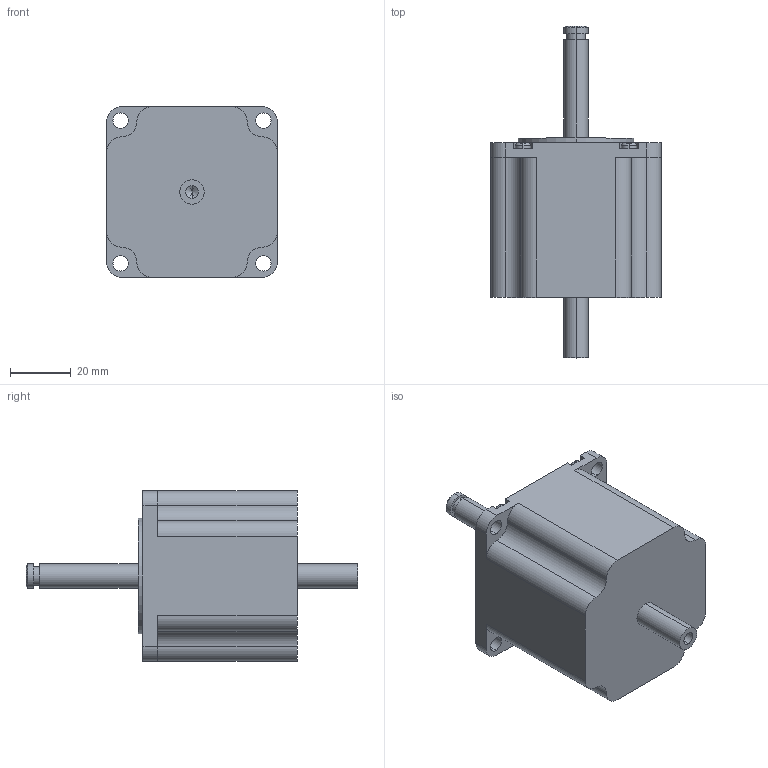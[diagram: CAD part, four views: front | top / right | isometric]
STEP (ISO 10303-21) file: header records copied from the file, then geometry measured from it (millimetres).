
FILE_DESCRIPTION (( 'STEP AP203' ), '1' );
FILE_NAME ('SS2302A30G.STEP', '2021-07-22T06:18:20', ( '微软用户' ), ( '微软中国' ), 'SwSTEP 2.0', 'SolidWorks 2016', '' );
FILE_SCHEMA (( 'CONFIG_CONTROL_DESIGN' ));
Length unit declared in the file: millimetre
Products named in the file (1): SS2302A30G
Bounding box: 56.4 x 109.6 x 56.4 mm (x, y, z)
Volume: 146382.1 mm3; surface area: 18963.3 mm2
Topology: 1 solids, 1 shells, 161 faces, 436 edges, 284 vertices
Faces by surface type: plane 95, cylinder 52, torus 8, cone 6
Entity records: 5205 total; most frequent: CARTESIAN_POINT 1062, ORIENTED_EDGE 864, DIRECTION 830, EDGE_CURVE 432, AXIS2_PLACEMENT_3D 292, VERTEX_POINT 284, VECTOR 246, LINE 246
